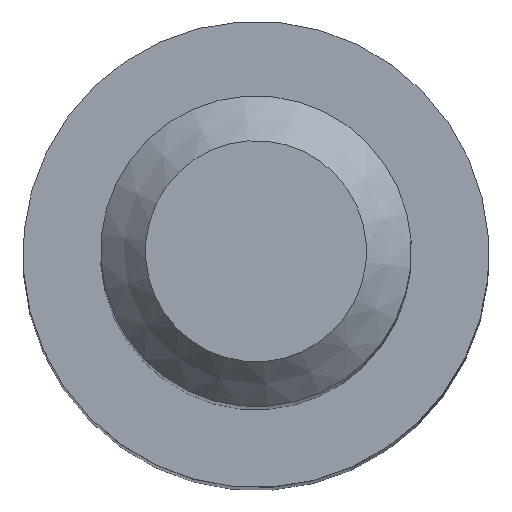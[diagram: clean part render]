
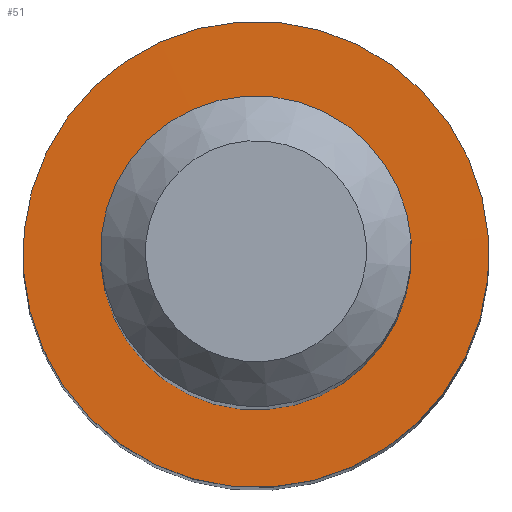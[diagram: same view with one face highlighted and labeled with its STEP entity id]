
A CAD part, top view. The second image highlights one B-rep face of the part: STEP entity #51.
In plain terms, the highlighted conical face has half-angle 89.9 degrees and reference radius 9.524 mm.
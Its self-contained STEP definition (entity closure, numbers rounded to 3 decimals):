
#51=ADVANCED_FACE('',(#64,#65),#59,.T.);
#59=CONICAL_SURFACE('',#153,9.524,89.9);
#64=FACE_BOUND('',#74,.T.);
#65=FACE_BOUND('',#75,.T.);
#74=EDGE_LOOP('',(#86));
#75=EDGE_LOOP('',(#87));
#86=ORIENTED_EDGE('',*,*,#105,.F.);
#87=ORIENTED_EDGE('',*,*,#103,.T.);
#96=VERTEX_POINT('',#215);
#98=VERTEX_POINT('',#220);
#103=EDGE_CURVE('',#96,#96,#109,.T.);
#105=EDGE_CURVE('',#98,#98,#111,.T.);
#109=CIRCLE('',#149,9.524);
#111=CIRCLE('',#152,6.35);
#149=AXIS2_PLACEMENT_3D('',#214,#171,#172);
#152=AXIS2_PLACEMENT_3D('',#219,#177,#178);
#153=AXIS2_PLACEMENT_3D('',#221,#179,#180);
#171=DIRECTION('',(0.,0.,1.));
#172=DIRECTION('',(0.97,0.245,0.));
#177=DIRECTION('',(0.,0.,1.));
#178=DIRECTION('',(0.97,0.245,0.));
#179=DIRECTION('',(0.,0.,-1.));
#180=DIRECTION('',(-0.97,-0.245,0.));
#214=CARTESIAN_POINT('',(0.,0.,-76.206));
#215=CARTESIAN_POINT('',(9.234,2.331,-76.206));
#219=CARTESIAN_POINT('',(0.,0.,-76.2));
#220=CARTESIAN_POINT('',(6.157,1.554,-76.2));
#221=CARTESIAN_POINT('',(0.,0.,-76.206));
